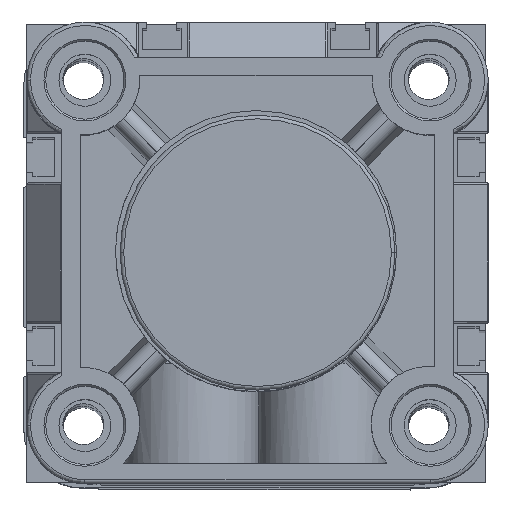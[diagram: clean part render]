
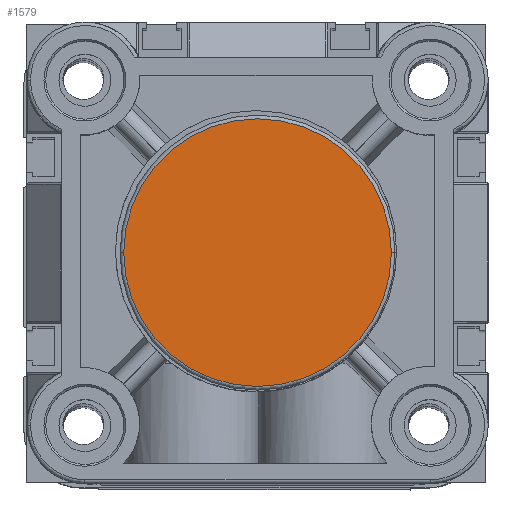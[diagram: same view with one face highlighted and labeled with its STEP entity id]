
A CAD part, top view. The second image highlights one B-rep face of the part: STEP entity #1579.
In plain terms, the highlighted face is planar.
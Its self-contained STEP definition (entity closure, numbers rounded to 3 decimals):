
#1277 = CIRCLE ( 'NONE', #19162, 21.9 ) ;
#1579 = ADVANCED_FACE ( 'NONE', ( #15238 ), #26026, .F. ) ;
#3633 = EDGE_LOOP ( 'NONE', ( #20251, #20823 ) ) ;
#3710 = CARTESIAN_POINT ( 'NONE',  ( 53.9, 32., -3.95 ) ) ;
#5173 = CARTESIAN_POINT ( 'NONE',  ( 10.1, 32., -3.95 ) ) ;
#10450 = CARTESIAN_POINT ( 'NONE',  ( 32., 32., -3.95 ) ) ;
#11970 = EDGE_CURVE ( 'NONE', #32905, #17666, #13632, .T. ) ;
#13074 = DIRECTION ( 'NONE',  ( 1., 0., 0. ) ) ;
#13632 = CIRCLE ( 'NONE', #19362, 21.9 ) ;
#14485 = CARTESIAN_POINT ( 'NONE',  ( 32., 32., -3.95 ) ) ;
#15238 = FACE_OUTER_BOUND ( 'NONE', #3633, .T. ) ;
#17086 = DIRECTION ( 'NONE',  ( 1., 0., 0. ) ) ;
#17666 = VERTEX_POINT ( 'NONE', #5173 ) ;
#19162 = AXIS2_PLACEMENT_3D ( 'NONE', #10450, #28623, #13074 ) ;
#19362 = AXIS2_PLACEMENT_3D ( 'NONE', #14485, #32639, #17086 ) ;
#20251 = ORIENTED_EDGE ( 'NONE', *, *, #11970, .T. ) ;
#20823 = ORIENTED_EDGE ( 'NONE', *, *, #21749, .T. ) ;
#21749 = EDGE_CURVE ( 'NONE', #17666, #32905, #1277, .T. ) ;
#25819 = DIRECTION ( 'NONE',  ( 1., 0., 0. ) ) ;
#25907 = DIRECTION ( 'NONE',  ( 0., 0., 1. ) ) ;
#26005 = CARTESIAN_POINT ( 'NONE',  ( 0., 0., -3.95 ) ) ;
#26026 = PLANE ( 'NONE',  #31284 ) ;
#28623 = DIRECTION ( 'NONE',  ( 0., 0., -1. ) ) ;
#31284 = AXIS2_PLACEMENT_3D ( 'NONE', #26005, #25907, #25819 ) ;
#32639 = DIRECTION ( 'NONE',  ( 0., 0., -1. ) ) ;
#32905 = VERTEX_POINT ( 'NONE', #3710 ) ;
